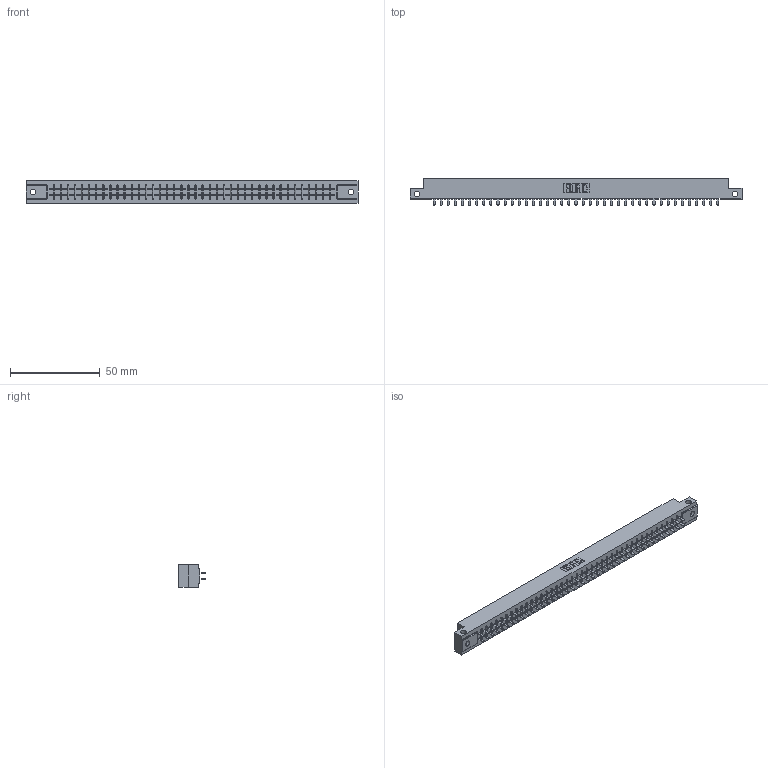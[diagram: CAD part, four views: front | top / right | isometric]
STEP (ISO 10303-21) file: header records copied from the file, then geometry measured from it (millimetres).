
FILE_DESCRIPTION (( 'STEP AP203' ), '1' );
FILE_NAME ('305-082-521-212.STEP', '2020-09-20T01:11:33', ( '' ), ( '' ), 'SwSTEP 2.0', 'SolidWorks 2020', '' );
FILE_SCHEMA (( 'CONFIG_CONTROL_DESIGN' ));
Length unit declared in the file: inch
Products named in the file (3): 305 Part_.128 Dia; 305-082-521-212; 305-290-001_521
Assembly tree (83 placements, depth 2):
  305-082-521-212
    305 Part_.128 Dia
    305-290-001_521  x82
Bounding box: 185.47 x 14.86 x 12.7 mm (x, y, z)
Volume: 19058.7 mm3; surface area: 23928.7 mm2
Topology: 83 solids, 83 shells, 3900 faces, 11135 edges, 7198 vertices
Faces by surface type: plane 2282, cylinder 1454, sphere 164
Entity records: 44800 total; most frequent: CARTESIAN_POINT 7461, ORIENTED_EDGE 7362, DIRECTION 7157, EDGE_CURVE 3681, LINE 2961, VECTOR 2961, VERTEX_POINT 2338, AXIS2_PLACEMENT_3D 2098
